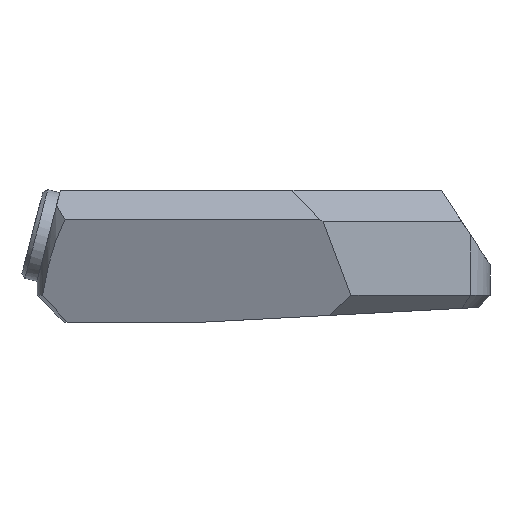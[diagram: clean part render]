
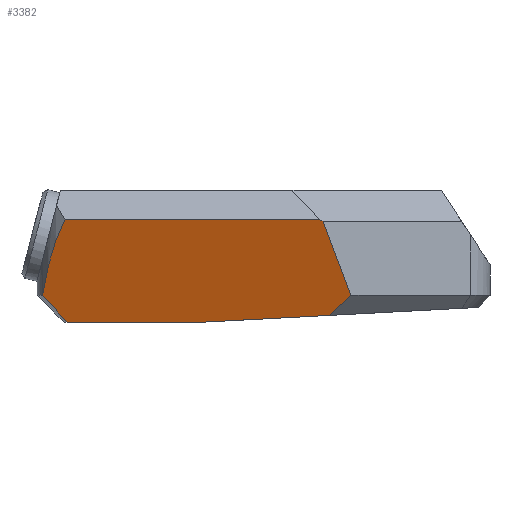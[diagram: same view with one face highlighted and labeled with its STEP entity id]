
A CAD part, front view. The second image highlights one B-rep face of the part: STEP entity #3382.
In plain terms, the highlighted planar face has unit normal (0, -0.943, -0.333).
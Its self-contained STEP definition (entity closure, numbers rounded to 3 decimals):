
#101 = VERTEX_POINT ( 'NONE', #4142 ) ;
#139 = VERTEX_POINT ( 'NONE', #468 ) ;
#172 = EDGE_CURVE ( 'NONE', #4070, #4041, #4120, .T. ) ;
#183 = DIRECTION ( 'NONE',  ( 0.334, 0.314, -0.889 ) ) ;
#212 = DIRECTION ( 'NONE',  ( 0.715, -0.233, 0.659 ) ) ;
#259 = CARTESIAN_POINT ( 'NONE',  ( -89.95, -131.204, 13. ) ) ;
#273 = ORIENTED_EDGE ( 'NONE', *, *, #2713, .T. ) ;
#296 = ORIENTED_EDGE ( 'NONE', *, *, #866, .F. ) ;
#373 = CARTESIAN_POINT ( 'NONE',  ( 44.433, -144.223, 49.857 ) ) ;
#468 = CARTESIAN_POINT ( 'NONE',  ( -77.756, -126.611, 0. ) ) ;
#616 = CARTESIAN_POINT ( 'NONE',  ( -87.623, -136.543, 28.115 ) ) ;
#796 = DIRECTION ( 'NONE',  ( -0.866, -0.167, 0.471 ) ) ;
#810 = VERTEX_POINT ( 'NONE', #2154 ) ;
#859 = AXIS2_PLACEMENT_3D ( 'NONE', #3578, #4309, #1990 ) ;
#866 = EDGE_CURVE ( 'NONE', #902, #2063, #3524, .T. ) ;
#902 = VERTEX_POINT ( 'NONE', #970 ) ;
#924 = PLANE ( 'NONE',  #859 ) ;
#945 = FACE_OUTER_BOUND ( 'NONE', #1067, .T. ) ;
#963 = VERTEX_POINT ( 'NONE', #2306 ) ;
#970 = CARTESIAN_POINT ( 'NONE',  ( 49.071, -127.791, 3.341 ) ) ;
#993 = VECTOR ( 'NONE', #1258, 1000. ) ;
#1067 = EDGE_LOOP ( 'NONE', ( #3333, #3352, #273, #1635, #1408, #2758, #296, #3415 ) ) ;
#1253 = VECTOR ( 'NONE', #796, 1000. ) ;
#1258 = DIRECTION ( 'NONE',  ( -1., 0., 0. ) ) ;
#1293 = CARTESIAN_POINT ( 'NONE',  ( -81.826, -128.141, 4.329 ) ) ;
#1323 =( BOUNDED_CURVE ( )  B_SPLINE_CURVE ( 3, ( #3560, #2238, #616, #1947 ),
 .UNSPECIFIED., .F., .T. ) 
 B_SPLINE_CURVE_WITH_KNOTS ( ( 4, 4 ),
 ( 3.727, 4.301 ),
 .UNSPECIFIED. ) 
 CURVE ( )  GEOMETRIC_REPRESENTATION_ITEM ( )  RATIONAL_B_SPLINE_CURVE ( ( 1., 0.973, 0.973, 1. ) ) 
 REPRESENTATION_ITEM ( '' )  );
#1408 = ORIENTED_EDGE ( 'NONE', *, *, #4298, .T. ) ;
#1414 = VECTOR ( 'NONE', #183, 1000. ) ;
#1477 = CARTESIAN_POINT ( 'NONE',  ( -62.447, -144.223, 49.857 ) ) ;
#1545 = LINE ( 'NONE', #1477, #3551 ) ;
#1556 = CARTESIAN_POINT ( 'NONE',  ( -85.888, -129.672, 8.664 ) ) ;
#1635 = ORIENTED_EDGE ( 'NONE', *, *, #3913, .T. ) ;
#1643 = EDGE_CURVE ( 'NONE', #902, #101, #3194, .T. ) ;
#1873 = CARTESIAN_POINT ( 'NONE',  ( -12.847, -126.619, 0.023 ) ) ;
#1933 = VECTOR ( 'NONE', #212, 1000. ) ;
#1947 = CARTESIAN_POINT ( 'NONE',  ( -89.95, -131.204, 13. ) ) ;
#1990 = DIRECTION ( 'NONE',  ( 0., -0.333, 0.943 ) ) ;
#2063 = VERTEX_POINT ( 'NONE', #2617 ) ;
#2134 = EDGE_CURVE ( 'NONE', #4070, #101, #3473, .T. ) ;
#2154 = CARTESIAN_POINT ( 'NONE',  ( -79.025, -144.223, 49.857 ) ) ;
#2231 = B_SPLINE_CURVE_WITH_KNOTS ( 'NONE', 3,
 ( #259, #1556, #1293, #4203 ),
 .UNSPECIFIED., .F., .F.,
 ( 4, 4 ),
 ( 0., 0.018 ),
 .UNSPECIFIED. ) ;
#2238 = CARTESIAN_POINT ( 'NONE',  ( -83.879, -141.005, 40.746 ) ) ;
#2306 = CARTESIAN_POINT ( 'NONE',  ( -89.95, -131.204, 13. ) ) ;
#2459 = CARTESIAN_POINT ( 'NONE',  ( 75.704, -138.21, 32.833 ) ) ;
#2617 = CARTESIAN_POINT ( 'NONE',  ( -13.274, -126.611, 0. ) ) ;
#2671 = VECTOR ( 'NONE', #4147, 1000. ) ;
#2713 = EDGE_CURVE ( 'NONE', #4041, #810, #1545, .T. ) ;
#2758 = ORIENTED_EDGE ( 'NONE', *, *, #3280, .F. ) ;
#2762 = CARTESIAN_POINT ( 'NONE',  ( 56.999, -133.597, 19.776 ) ) ;
#2857 = CARTESIAN_POINT ( 'NONE',  ( 52.74, -128.987, 6.724 ) ) ;
#2871 = CARTESIAN_POINT ( 'NONE',  ( 126.924, -126.611, 0. ) ) ;
#2876 = DIRECTION ( 'NONE',  ( -1., 0., 0. ) ) ;
#2953 = LINE ( 'NONE', #2871, #993 ) ;
#3194 = LINE ( 'NONE', #2857, #1933 ) ;
#3280 = EDGE_CURVE ( 'NONE', #2063, #139, #2953, .T. ) ;
#3333 = ORIENTED_EDGE ( 'NONE', *, *, #2134, .F. ) ;
#3352 = ORIENTED_EDGE ( 'NONE', *, *, #172, .T. ) ;
#3382 = ADVANCED_FACE ( 'NONE', ( #945 ), #924, .F. ) ;
#3404 = CARTESIAN_POINT ( 'NONE',  ( 46.006, -143.921, 49. ) ) ;
#3415 = ORIENTED_EDGE ( 'NONE', *, *, #1643, .T. ) ;
#3473 = LINE ( 'NONE', #2762, #1414 ) ;
#3524 = LINE ( 'NONE', #1873, #2671 ) ;
#3551 = VECTOR ( 'NONE', #2876, 1000. ) ;
#3560 = CARTESIAN_POINT ( 'NONE',  ( -79.025, -144.223, 49.857 ) ) ;
#3578 = CARTESIAN_POINT ( 'NONE',  ( 126.924, -126.611, 0. ) ) ;
#3913 = EDGE_CURVE ( 'NONE', #810, #963, #1323, .T. ) ;
#4041 = VERTEX_POINT ( 'NONE', #373 ) ;
#4070 = VERTEX_POINT ( 'NONE', #3404 ) ;
#4120 = LINE ( 'NONE', #2459, #1253 ) ;
#4142 = CARTESIAN_POINT ( 'NONE',  ( 59.547, -131.204, 13. ) ) ;
#4147 = DIRECTION ( 'NONE',  ( -0.998, 0.019, -0.054 ) ) ;
#4203 = CARTESIAN_POINT ( 'NONE',  ( -77.756, -126.611, 0. ) ) ;
#4298 = EDGE_CURVE ( 'NONE', #963, #139, #2231, .T. ) ;
#4309 = DIRECTION ( 'NONE',  ( 0., 0.943, 0.333 ) ) ;
